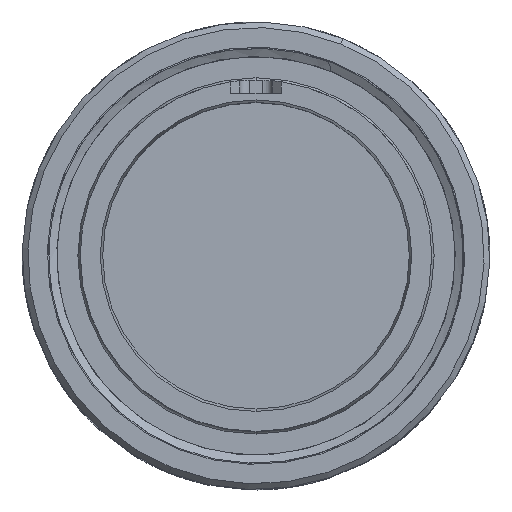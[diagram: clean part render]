
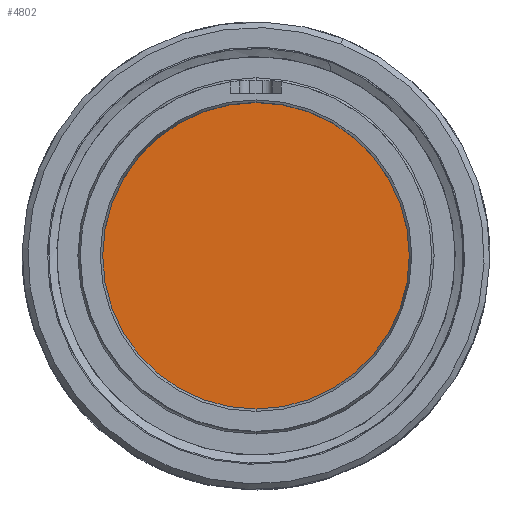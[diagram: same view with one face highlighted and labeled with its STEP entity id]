
A CAD part, top view. The second image highlights one B-rep face of the part: STEP entity #4802.
In plain terms, the highlighted planar face has unit normal (0, 0, 1).
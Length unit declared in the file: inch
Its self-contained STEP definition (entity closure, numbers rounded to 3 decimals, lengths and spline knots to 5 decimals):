
#471 = FACE_OUTER_BOUND ( 'NONE', #2936, .T. ) ;
#1030 = CARTESIAN_POINT ( 'NONE',  ( 0., 0., -0.527 ) ) ;
#1201 = EDGE_CURVE ( 'NONE', #1828, #3352, #1416, .T. ) ;
#1243 = DIRECTION ( 'NONE',  ( 0., 0., 1. ) ) ;
#1416 = CIRCLE ( 'NONE', #6121, 0.5125 ) ;
#1828 = VERTEX_POINT ( 'NONE', #4422 ) ;
#2041 = CARTESIAN_POINT ( 'NONE',  ( 0., 0., -0.527 ) ) ;
#2725 = AXIS2_PLACEMENT_3D ( 'NONE', #1030, #3120, #3531 ) ;
#2936 = EDGE_LOOP ( 'NONE', ( #5775, #5446 ) ) ;
#2995 = PLANE ( 'NONE',  #5126 ) ;
#3120 = DIRECTION ( 'NONE',  ( 0., 0., 1. ) ) ;
#3352 = VERTEX_POINT ( 'NONE', #4736 ) ;
#3531 = DIRECTION ( 'NONE',  ( 1., 0., 0. ) ) ;
#3568 = DIRECTION ( 'NONE',  ( 0., 0., -1. ) ) ;
#3813 = CARTESIAN_POINT ( 'NONE',  ( 0., 0., -0.527 ) ) ;
#4422 = CARTESIAN_POINT ( 'NONE',  ( -0.5125, 0., -0.527 ) ) ;
#4736 = CARTESIAN_POINT ( 'NONE',  ( 0.5125, 0., -0.527 ) ) ;
#4802 = ADVANCED_FACE ( 'NONE', ( #471 ), #2995, .F. ) ;
#5035 = DIRECTION ( 'NONE',  ( -1., 0., 0. ) ) ;
#5126 = AXIS2_PLACEMENT_3D ( 'NONE', #2041, #3568, #5035 ) ;
#5446 = ORIENTED_EDGE ( 'NONE', *, *, #1201, .T. ) ;
#5625 = CIRCLE ( 'NONE', #2725, 0.5125 ) ;
#5775 = ORIENTED_EDGE ( 'NONE', *, *, #6136, .T. ) ;
#5813 = DIRECTION ( 'NONE',  ( 1., 0., 0. ) ) ;
#6121 = AXIS2_PLACEMENT_3D ( 'NONE', #3813, #1243, #5813 ) ;
#6136 = EDGE_CURVE ( 'NONE', #3352, #1828, #5625, .T. ) ;
